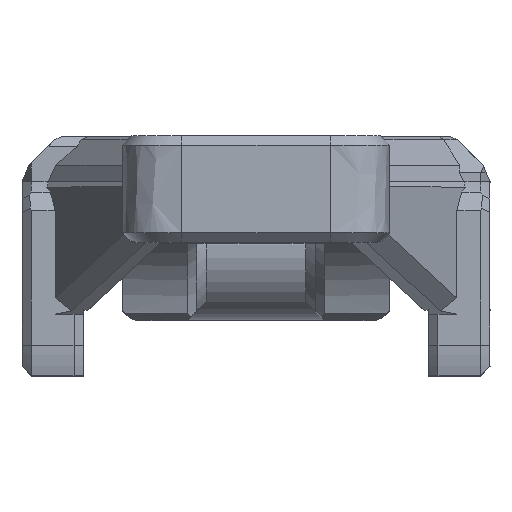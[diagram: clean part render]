
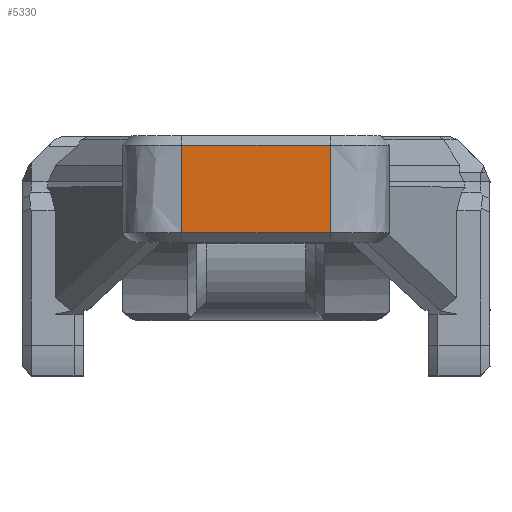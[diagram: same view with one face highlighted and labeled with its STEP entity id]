
A CAD part, top view. The second image highlights one B-rep face of the part: STEP entity #5330.
In plain terms, the highlighted planar face has unit normal (0, 0, 1).
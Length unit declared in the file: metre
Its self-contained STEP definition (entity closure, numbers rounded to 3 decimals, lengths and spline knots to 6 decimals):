
#626=LINE('',#9801,#987);
#627=LINE('',#9808,#988);
#987=VECTOR('',#6623,1.);
#988=VECTOR('',#6624,1.);
#2406=ORIENTED_EDGE('',*,*,#3364,.T.);
#2407=ORIENTED_EDGE('',*,*,#3365,.T.);
#2408=ORIENTED_EDGE('',*,*,#3366,.T.);
#2409=ORIENTED_EDGE('',*,*,#3367,.T.);
#3364=EDGE_CURVE('',#3911,#3912,#4223,.T.);
#3365=EDGE_CURVE('',#3912,#3913,#626,.T.);
#3366=EDGE_CURVE('',#3913,#3914,#4224,.T.);
#3367=EDGE_CURVE('',#3914,#3911,#627,.T.);
#3911=VERTEX_POINT('',#9799);
#3912=VERTEX_POINT('',#9800);
#3913=VERTEX_POINT('',#9802);
#3914=VERTEX_POINT('',#9807);
#4223=B_SPLINE_CURVE_WITH_KNOTS('',3,(#9795,#9796,#9797,#9798),
 .UNSPECIFIED.,.F.,.F.,(4,4),(0.088889,0.911111),
 .UNSPECIFIED.);
#4224=B_SPLINE_CURVE_WITH_KNOTS('',3,(#9803,#9804,#9805,#9806),
 .UNSPECIFIED.,.F.,.F.,(4,4),(0.088889,0.911111),
 .UNSPECIFIED.);
#4547=EDGE_LOOP('',(#2406,#2407,#2408,#2409));
#4868=FACE_BOUND('',#4547,.T.);
#5055=PLANE('',#5680);
#5330=ADVANCED_FACE('',(#4868),#5055,.F.);
#5680=AXIS2_PLACEMENT_3D('',#9794,#6621,#6622);
#6621=DIRECTION('',(0.,0.,-1.));
#6622=DIRECTION('',(0.,1.,0.));
#6623=DIRECTION('',(1.,0.,0.));
#6624=DIRECTION('',(-1.,0.,0.));
#9794=CARTESIAN_POINT('',(0.022075,-0.089703,0.011214));
#9795=CARTESIAN_POINT('',(0.02146,-0.065103,0.011214));
#9796=CARTESIAN_POINT('',(0.02146,-0.066336,0.011214));
#9797=CARTESIAN_POINT('',(0.02146,-0.067569,0.011214));
#9798=CARTESIAN_POINT('',(0.02146,-0.068803,0.011214));
#9799=CARTESIAN_POINT('',(0.02146,-0.065103,0.011214));
#9800=CARTESIAN_POINT('',(0.02146,-0.068803,0.011214));
#9801=CARTESIAN_POINT('',(0.022075,-0.068803,0.011214));
#9802=CARTESIAN_POINT('',(0.02776,-0.068803,0.011214));
#9803=CARTESIAN_POINT('',(0.02776,-0.068803,0.011214));
#9804=CARTESIAN_POINT('',(0.02776,-0.067569,0.011214));
#9805=CARTESIAN_POINT('',(0.02776,-0.066336,0.011214));
#9806=CARTESIAN_POINT('',(0.02776,-0.065103,0.011214));
#9807=CARTESIAN_POINT('',(0.02776,-0.065103,0.011214));
#9808=CARTESIAN_POINT('',(0.02146,-0.065103,0.011214));
